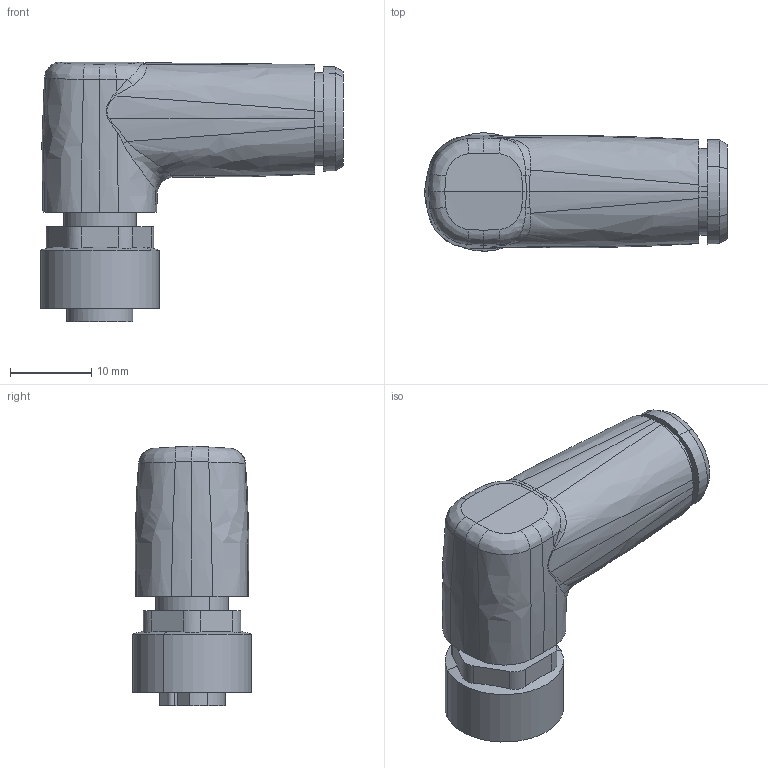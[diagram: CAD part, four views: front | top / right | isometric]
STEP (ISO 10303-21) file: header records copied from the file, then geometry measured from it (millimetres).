
FILE_DESCRIPTION(('Open CASCADE Model'),'2;1');
FILE_NAME ('2197325-4_0', '2025-11-18T14:42:31', ('Author'), ('Weidmueller'), 'Open CASCADE STEP processor 7.7', 'Open CASCADE 7.7', 'none');
FILE_SCHEMA(('AUTOMOTIVE_DESIGN { 1 0 10303 214 1 1 1 1 }'));
Length unit declared in the file: millimetre
Products named in the file (1): 3165760000
Bounding box: 37.3 x 14.6 x 32 mm (x, y, z)
Volume: 7979.5 mm3; surface area: 4035.4 mm2
Topology: 1 solids, 1 shells, 391 faces, 930 edges, 564 vertices
Faces by surface type: bspline 120, cylinder 101, plane 100, cone 46, torus 20, revolution 4
Entity records: 24897 total; most frequent: CARTESIAN_POINT 12075, ORIENTED_EDGE 1860, DIRECTION 1418, EDGE_CURVE 930, VERTEX_POINT 564, AXIS2_PLACEMENT_3D 547, PRESENTATION_STYLE_ASSIGNMENT 512, SURFACE_STYLE_USAGE 512
